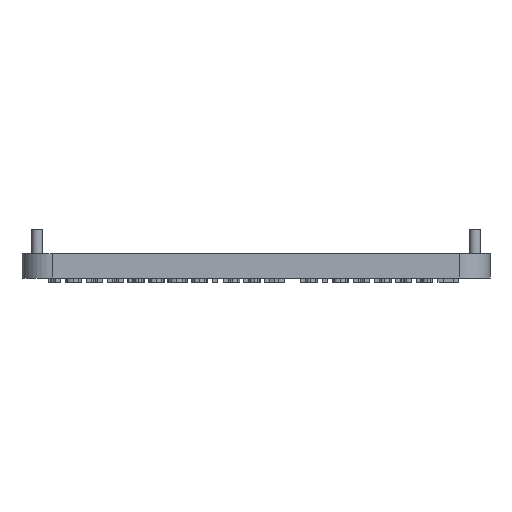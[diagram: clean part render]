
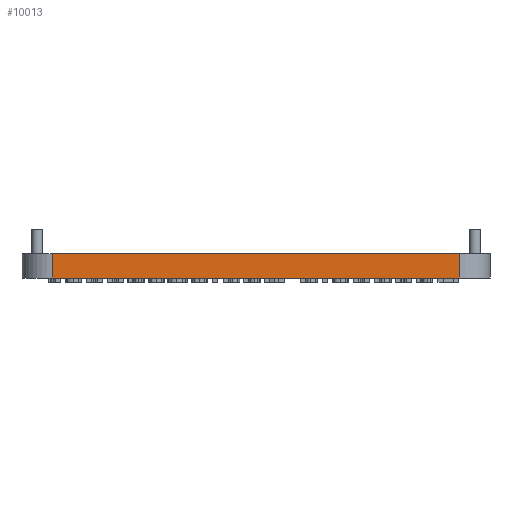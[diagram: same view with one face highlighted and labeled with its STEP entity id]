
A CAD part, front view. The second image highlights one B-rep face of the part: STEP entity #10013.
In plain terms, the highlighted planar face has unit normal (0, -1, 0).
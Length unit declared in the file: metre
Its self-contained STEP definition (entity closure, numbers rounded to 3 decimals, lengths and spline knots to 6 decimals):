
#1471=ORIENTED_EDGE('',*,*,#4613,.F.);
#1472=ORIENTED_EDGE('',*,*,#4623,.T.);
#1473=ORIENTED_EDGE('',*,*,#4290,.T.);
#1474=ORIENTED_EDGE('',*,*,#4624,.T.);
#4290=EDGE_CURVE('',#5867,#5866,#6839,.T.);
#4613=EDGE_CURVE('',#6189,#6190,#6974,.T.);
#4623=EDGE_CURVE('',#6189,#5867,#6983,.F.);
#4624=EDGE_CURVE('',#5866,#6190,#6984,.T.);
#5866=VERTEX_POINT('',#13829);
#5867=VERTEX_POINT('',#13831);
#6189=VERTEX_POINT('',#14699);
#6190=VERTEX_POINT('',#14701);
#6839=LINE('',#13830,#7729);
#6974=LINE('',#14700,#7864);
#6983=LINE('',#14720,#7873);
#6984=LINE('',#14721,#7874);
#7729=VECTOR('',#11385,1.);
#7864=VECTOR('',#11690,1.);
#7873=VECTOR('',#11703,1.);
#7874=VECTOR('',#11704,1.);
#8608=EDGE_LOOP('',(#1471,#1472,#1473,#1474));
#9206=FACE_BOUND('',#8608,.T.);
#9784=PLANE('',#10704);
#10013=ADVANCED_FACE('',(#9206),#9784,.T.);
#10704=AXIS2_PLACEMENT_3D('',#14719,#11701,#11702);
#11385=DIRECTION('',(1.,0.,0.));
#11690=DIRECTION('',(1.,0.,0.));
#11701=DIRECTION('',(0.,-1.,0.));
#11702=DIRECTION('',(-1.,0.,0.));
#11703=DIRECTION('',(0.,0.,1.));
#11704=DIRECTION('',(0.,0.,1.));
#13829=CARTESIAN_POINT('',(0.067647,-0.00472,-0.008927));
#13830=CARTESIAN_POINT('',(0.033827,-0.00472,-0.008927));
#13831=CARTESIAN_POINT('',(0.000007,-0.00472,-0.008927));
#14699=CARTESIAN_POINT('',(0.000007,-0.00472,-0.004927));
#14700=CARTESIAN_POINT('',(0.033827,-0.00472,-0.004927));
#14701=CARTESIAN_POINT('',(0.067647,-0.00472,-0.004927));
#14719=CARTESIAN_POINT('',(0.033827,-0.00472,-0.008927));
#14720=CARTESIAN_POINT('',(0.000007,-0.00472,-0.008927));
#14721=CARTESIAN_POINT('',(0.067647,-0.00472,-0.008927));
